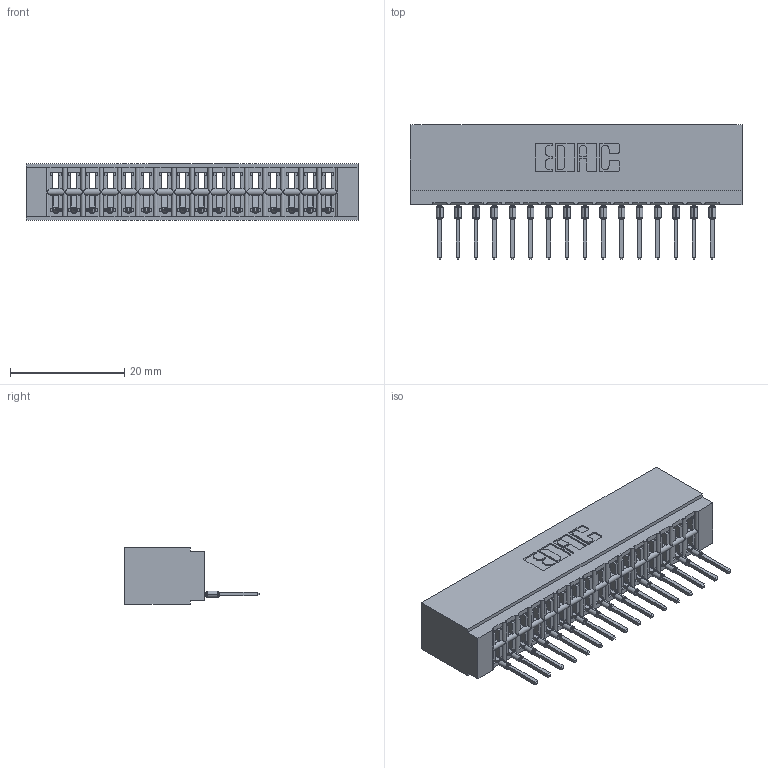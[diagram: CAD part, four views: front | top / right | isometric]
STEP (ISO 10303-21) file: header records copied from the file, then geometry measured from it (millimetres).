
FILE_DESCRIPTION (( 'STEP AP203' ), '1' );
FILE_NAME ('726-016-527-101.STEP', '2020-05-28T03:31:55', ( '' ), ( '' ), 'SwSTEP 2.0', 'SolidWorks 2020', '' );
FILE_SCHEMA (( 'CONFIG_CONTROL_DESIGN' ));
Length unit declared in the file: inch
Products named in the file (3): 746-292-001_527; 726 Part_.515 Slot Depth - 01; 726-016-527-101
Assembly tree (17 placements, depth 2):
  726-016-527-101
    726 Part_.515 Slot Depth - 01
    746-292-001_527  x16
Bounding box: 58.04 x 23.48 x 9.91 mm (x, y, z)
Volume: 5346.1 mm3; surface area: 7868 mm2
Topology: 17 solids, 17 shells, 1825 faces, 5175 edges, 3327 vertices
Faces by surface type: plane 1063, cylinder 346, bspline 320, torus 96
Entity records: 27851 total; most frequent: CARTESIAN_POINT 5849, ORIENTED_EDGE 4800, DIRECTION 4020, EDGE_CURVE 2400, VECTOR 2056, LINE 2056, VERTEX_POINT 1587, AXIS2_PLACEMENT_3D 982
